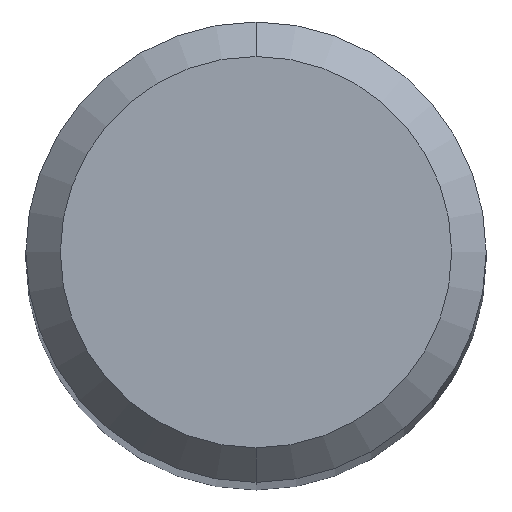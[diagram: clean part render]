
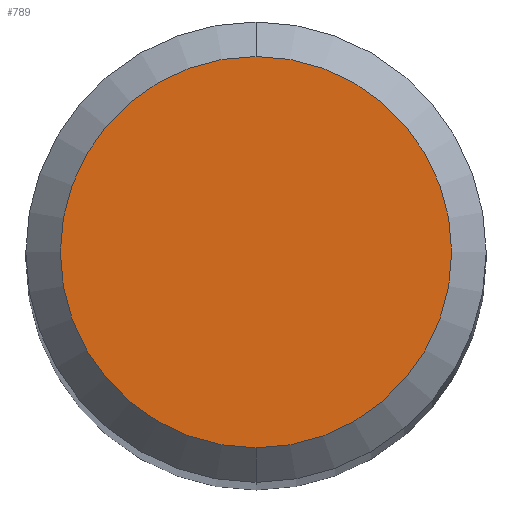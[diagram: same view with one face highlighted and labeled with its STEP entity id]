
A CAD part, top view. The second image highlights one B-rep face of the part: STEP entity #789.
In plain terms, the highlighted planar face has unit normal (0, 0, 1).
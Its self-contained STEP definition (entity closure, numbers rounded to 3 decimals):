
#469=EDGE_CURVE('',#971,#937,#1145,.T.);
#789=ADVANCED_FACE('',(#1497),#1498,.T.);
#829=EDGE_CURVE('',#937,#971,#1539,.T.);
#937=VERTEX_POINT('',#1654);
#971=VERTEX_POINT('',#1690);
#1145=CIRCLE('',#2105,1.7);
#1497=FACE_OUTER_BOUND('',#3188,.T.);
#1498=PLANE('',#3189);
#1539=CIRCLE('',#3399,1.7);
#1654=CARTESIAN_POINT('',(0.0,1.7,0.0));
#1690=CARTESIAN_POINT('',(0.,-1.7,0.0));
#2105=AXIS2_PLACEMENT_3D('',#4184,#4185,#4186);
#3188=EDGE_LOOP('',(#4607,#4608));
#3189=AXIS2_PLACEMENT_3D('',#4609,#4610,#4611);
#3399=AXIS2_PLACEMENT_3D('',#4632,#4633,#4634);
#4184=CARTESIAN_POINT('',(0.0,0.0,0.0));
#4185=DIRECTION('',(0.0,0.0,-1.0));
#4186=DIRECTION('',(0.0,1.0,0.0));
#4607=ORIENTED_EDGE('',*,*,#829,.F.);
#4608=ORIENTED_EDGE('',*,*,#469,.F.);
#4609=CARTESIAN_POINT('',(0.0,0.85,0.0));
#4610=DIRECTION('',(-0.0,0.0,1.0));
#4611=DIRECTION('',(0.0,-1.0,0.0));
#4632=CARTESIAN_POINT('',(0.0,0.0,0.0));
#4633=DIRECTION('',(0.0,0.0,-1.0));
#4634=DIRECTION('',(0.0,1.0,0.0));
